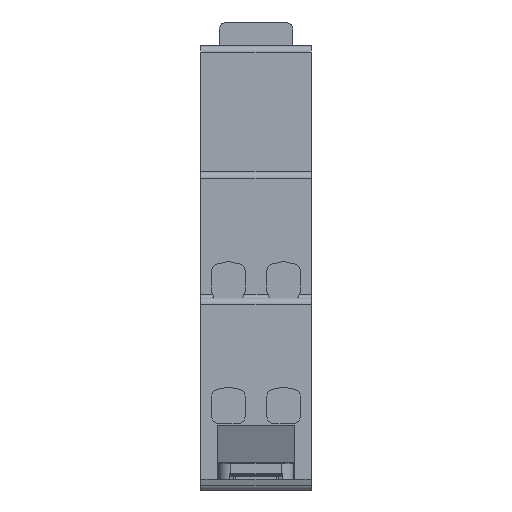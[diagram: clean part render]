
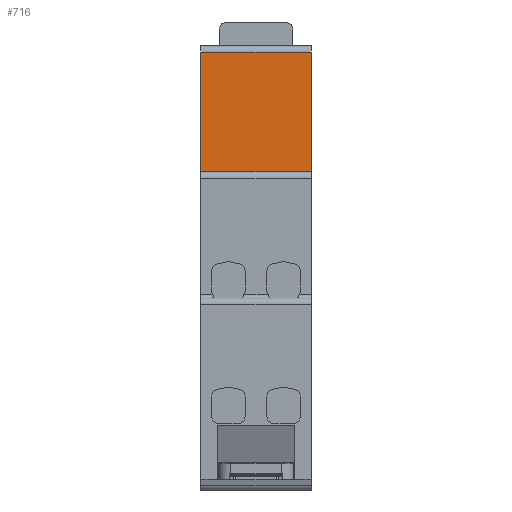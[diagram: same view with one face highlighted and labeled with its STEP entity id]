
A CAD part, front view. The second image highlights one B-rep face of the part: STEP entity #716.
In plain terms, the highlighted planar face has unit normal (0, -1, 0).
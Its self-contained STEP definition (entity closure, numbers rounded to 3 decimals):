
#716=ADVANCED_FACE('',(#1889),#1890,.T.);
#1889=FACE_OUTER_BOUND('',#3549,.T.);
#1890=PLANE('',#3550);
#3549=EDGE_LOOP('',(#10978,#10979,#10980,#10981));
#3550=AXIS2_PLACEMENT_3D('',#10982,#10983,#10984);
#10978=ORIENTED_EDGE('',*,*,#15355,.F.);
#10979=ORIENTED_EDGE('',*,*,#15227,.T.);
#10980=ORIENTED_EDGE('',*,*,#15357,.T.);
#10981=ORIENTED_EDGE('',*,*,#15165,.T.);
#10982=CARTESIAN_POINT('',(0.,22.35,51.2));
#10983=DIRECTION('',(0.0,-1.0,0.0));
#10984=DIRECTION('',(0.0,0.0,1.0));
#15165=EDGE_CURVE('',#17349,#17347,#17350,.T.);
#15227=EDGE_CURVE('',#17459,#17457,#17460,.T.);
#15355=EDGE_CURVE('',#17459,#17347,#17658,.T.);
#15357=EDGE_CURVE('',#17457,#17349,#17660,.T.);
#17347=VERTEX_POINT('',#20508);
#17349=VERTEX_POINT('',#20511);
#17350=LINE('',#20512,#20513);
#17457=VERTEX_POINT('',#20660);
#17459=VERTEX_POINT('',#20662);
#17460=LINE('',#20663,#20664);
#17658=LINE('',#21006,#21007);
#17660=LINE('',#21009,#21010);
#20508=CARTESIAN_POINT('',(0.,22.35,50.7));
#20511=CARTESIAN_POINT('',(0.,22.35,69.8));
#20512=CARTESIAN_POINT('',(0.,22.35,5.));
#20513=VECTOR('',#26837,1.0);
#20660=CARTESIAN_POINT('',(17.6,22.35,69.8));
#20662=CARTESIAN_POINT('',(17.6,22.35,50.7));
#20663=CARTESIAN_POINT('',(17.6,22.35,51.2));
#20664=VECTOR('',#26926,1.0);
#21006=CARTESIAN_POINT('',(0.,22.35,50.7));
#21007=VECTOR('',#27065,1.0);
#21009=CARTESIAN_POINT('',(0.,22.35,69.8));
#21010=VECTOR('',#27066,1.0);
#26837=DIRECTION('',(0.0,0.0,-1.0));
#26926=DIRECTION('',(0.0,0.0,1.0));
#27065=DIRECTION('',(-1.0,0.0,0.0));
#27066=DIRECTION('',(-1.0,0.0,0.0));
